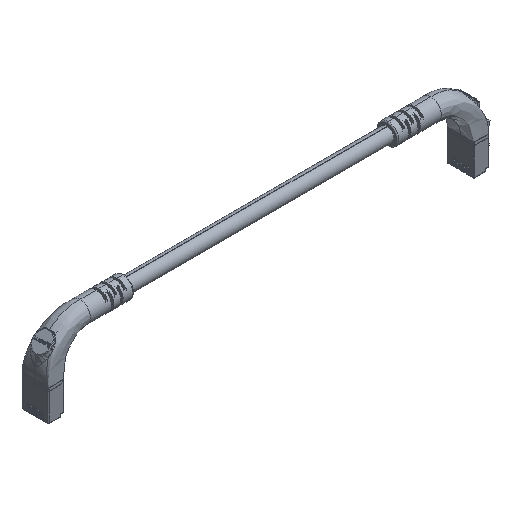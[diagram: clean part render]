
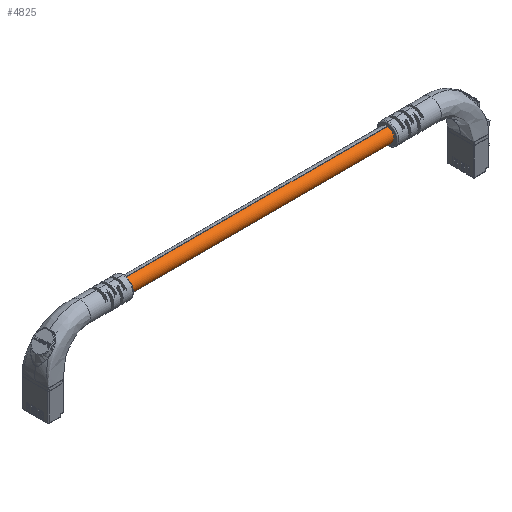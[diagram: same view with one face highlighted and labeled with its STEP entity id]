
A CAD part, isometric view. The second image highlights one B-rep face of the part: STEP entity #4825.
In plain terms, the highlighted cylindrical face has radius 3.048 mm (diameter 6.096 mm), a partial arc.
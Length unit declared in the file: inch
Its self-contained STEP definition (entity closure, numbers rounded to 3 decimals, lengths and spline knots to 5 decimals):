
#4825 = ADVANCED_FACE ( 'NONE', ( #15928 ), #15932, .T. ) ;
#7952 = AXIS2_PLACEMENT_3D ( 'NONE', #17773, #17772, #17769 ) ;
#11151 = CIRCLE ( 'NONE', #22152, 0.12 ) ;
#11152 = CIRCLE ( 'NONE', #22154, 0.12 ) ;
#11154 = LINE ( 'NONE', #31176, #11157 ) ;
#11155 = LINE ( 'NONE', #31182, #11160 ) ;
#11157 = VECTOR ( 'NONE', #31166, 39.37008 ) ;
#11160 = VECTOR ( 'NONE', #31157, 39.37008 ) ;
#11719 = VERTEX_POINT ( 'NONE', #30321 ) ;
#11900 = VERTEX_POINT ( 'NONE', #30353 ) ;
#12455 = VERTEX_POINT ( 'NONE', #30465 ) ;
#12458 = VERTEX_POINT ( 'NONE', #30468 ) ;
#13360 = EDGE_CURVE ( 'NONE', #11900, #12455, #11151, .T. ) ;
#13362 = EDGE_CURVE ( 'NONE', #12458, #11719, #11152, .T. ) ;
#13363 = EDGE_CURVE ( 'NONE', #12458, #11900, #11154, .T. ) ;
#13365 = EDGE_CURVE ( 'NONE', #11719, #12455, #11155, .T. ) ;
#15249 = EDGE_LOOP ( 'NONE', ( #17249, #17293, #17295, #17327 ) ) ;
#15928 = FACE_OUTER_BOUND ( 'NONE', #15249, .T. ) ;
#15932 = CYLINDRICAL_SURFACE ( 'NONE', #7952, 0.12 ) ;
#17249 = ORIENTED_EDGE ( 'NONE', *, *, #13365, .F. ) ;
#17293 = ORIENTED_EDGE ( 'NONE', *, *, #13362, .F. ) ;
#17295 = ORIENTED_EDGE ( 'NONE', *, *, #13363, .T. ) ;
#17327 = ORIENTED_EDGE ( 'NONE', *, *, #13360, .T. ) ;
#17769 = DIRECTION ( 'NONE',  ( 0., 0., 1. ) ) ;
#17772 = DIRECTION ( 'NONE',  ( -1., 0., 0. ) ) ;
#17773 = CARTESIAN_POINT ( 'NONE',  ( 3., 0., 0. ) ) ;
#22152 = AXIS2_PLACEMENT_3D ( 'NONE', #31170, #31171, #31172 ) ;
#22154 = AXIS2_PLACEMENT_3D ( 'NONE', #31177, #31178, #31179 ) ;
#30321 = CARTESIAN_POINT ( 'NONE',  ( 3., 0., -0.12 ) ) ;
#30353 = CARTESIAN_POINT ( 'NONE',  ( -3., 0., 0.12 ) ) ;
#30465 = CARTESIAN_POINT ( 'NONE',  ( -3., 0., -0.12 ) ) ;
#30468 = CARTESIAN_POINT ( 'NONE',  ( 3., 0., 0.12 ) ) ;
#31157 = DIRECTION ( 'NONE',  ( -1., 0., 0. ) ) ;
#31166 = DIRECTION ( 'NONE',  ( -1., 0., 0. ) ) ;
#31170 = CARTESIAN_POINT ( 'NONE',  ( -3., 0., 0. ) ) ;
#31171 = DIRECTION ( 'NONE',  ( 1., 0., 0. ) ) ;
#31172 = DIRECTION ( 'NONE',  ( 0., 0., -1. ) ) ;
#31176 = CARTESIAN_POINT ( 'NONE',  ( 3., 0., 0.12 ) ) ;
#31177 = CARTESIAN_POINT ( 'NONE',  ( 3., 0., 0. ) ) ;
#31178 = DIRECTION ( 'NONE',  ( 1., 0., 0. ) ) ;
#31179 = DIRECTION ( 'NONE',  ( 0., 0., -1. ) ) ;
#31182 = CARTESIAN_POINT ( 'NONE',  ( 3., 0., -0.12 ) ) ;
